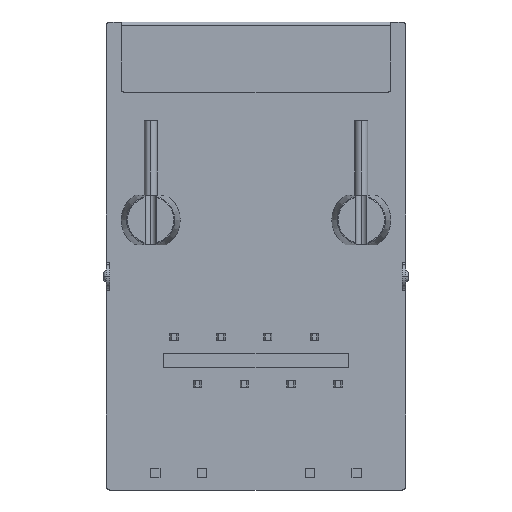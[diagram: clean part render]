
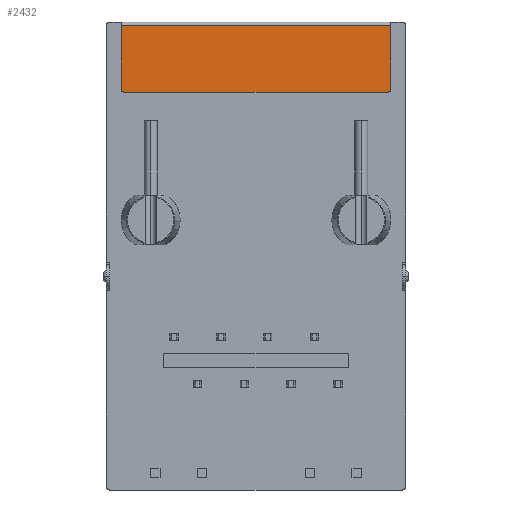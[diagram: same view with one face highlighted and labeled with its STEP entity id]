
A CAD part, front view. The second image highlights one B-rep face of the part: STEP entity #2432.
In plain terms, the highlighted planar face has unit normal (0, -1, 0).
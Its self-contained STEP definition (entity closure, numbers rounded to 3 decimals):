
#418 = VECTOR ( 'NONE', #8514, 1000. ) ;
#492 = EDGE_CURVE ( 'NONE', #15868, #16148, #6040, .T. ) ;
#567 = DIRECTION ( 'NONE',  ( -1., 0., 0. ) ) ;
#572 = VERTEX_POINT ( 'NONE', #19369 ) ;
#1185 = CARTESIAN_POINT ( 'NONE',  ( -7.175, -6.75, 21.6 ) ) ;
#1863 = CARTESIAN_POINT ( 'NONE',  ( 7.325, -6.75, 21.75 ) ) ;
#2000 = DIRECTION ( 'NONE',  ( 0., 1., 0. ) ) ;
#2133 = EDGE_CURVE ( 'NONE', #16919, #572, #22851, .T. ) ;
#2432 = ADVANCED_FACE ( 'NONE', ( #6029 ), #13360, .T. ) ;
#3176 = ORIENTED_EDGE ( 'NONE', *, *, #492, .F. ) ;
#3360 = DIRECTION ( 'NONE',  ( 0., 0., -1. ) ) ;
#4229 = DIRECTION ( 'NONE',  ( 0., -1., 0. ) ) ;
#4247 = ORIENTED_EDGE ( 'NONE', *, *, #18297, .T. ) ;
#6029 = FACE_OUTER_BOUND ( 'NONE', #11305, .T. ) ;
#6040 = CIRCLE ( 'NONE', #18687, 0.15 ) ;
#6772 = VERTEX_POINT ( 'NONE', #10204 ) ;
#7002 = EDGE_CURVE ( 'NONE', #15868, #6772, #10179, .T. ) ;
#7537 = EDGE_CURVE ( 'NONE', #572, #9776, #14833, .T. ) ;
#8190 = CARTESIAN_POINT ( 'NONE',  ( -7.325, -6.75, 25.2 ) ) ;
#8514 = DIRECTION ( 'NONE',  ( 1., 0., 0. ) ) ;
#8817 = DIRECTION ( 'NONE',  ( 0., 0., 1. ) ) ;
#9619 = VECTOR ( 'NONE', #567, 1000. ) ;
#9746 = DIRECTION ( 'NONE',  ( 0., 0., -1. ) ) ;
#9776 = VERTEX_POINT ( 'NONE', #8190 ) ;
#9982 = EDGE_CURVE ( 'NONE', #16919, #6772, #19819, .T. ) ;
#9991 = CARTESIAN_POINT ( 'NONE',  ( -8.125, -6.75, 0. ) ) ;
#10179 = LINE ( 'NONE', #1185, #418 ) ;
#10204 = CARTESIAN_POINT ( 'NONE',  ( 7.175, -6.75, 21.6 ) ) ;
#10846 = CARTESIAN_POINT ( 'NONE',  ( -7.175, -6.75, 21.6 ) ) ;
#11305 = EDGE_LOOP ( 'NONE', ( #4247, #3176, #17061, #23196, #14393, #19413 ) ) ;
#11620 = DIRECTION ( 'NONE',  ( 0., 1., 0. ) ) ;
#12989 = AXIS2_PLACEMENT_3D ( 'NONE', #17002, #11620, #13316 ) ;
#13316 = DIRECTION ( 'NONE',  ( 1., 0., 0. ) ) ;
#13360 = PLANE ( 'NONE',  #20653 ) ;
#13410 = DIRECTION ( 'NONE',  ( 0., 0., -1. ) ) ;
#14133 = VECTOR ( 'NONE', #8817, 1000. ) ;
#14393 = ORIENTED_EDGE ( 'NONE', *, *, #2133, .T. ) ;
#14833 = LINE ( 'NONE', #22159, #9619 ) ;
#15868 = VERTEX_POINT ( 'NONE', #10846 ) ;
#16148 = VERTEX_POINT ( 'NONE', #23073 ) ;
#16919 = VERTEX_POINT ( 'NONE', #1863 ) ;
#17002 = CARTESIAN_POINT ( 'NONE',  ( 7.175, -6.75, 21.75 ) ) ;
#17061 = ORIENTED_EDGE ( 'NONE', *, *, #7002, .T. ) ;
#17282 = VECTOR ( 'NONE', #3360, 1000. ) ;
#18297 = EDGE_CURVE ( 'NONE', #9776, #16148, #21505, .T. ) ;
#18665 = CARTESIAN_POINT ( 'NONE',  ( -7.175, -6.75, 21.75 ) ) ;
#18687 = AXIS2_PLACEMENT_3D ( 'NONE', #18665, #2000, #13410 ) ;
#19369 = CARTESIAN_POINT ( 'NONE',  ( 7.325, -6.75, 25.2 ) ) ;
#19413 = ORIENTED_EDGE ( 'NONE', *, *, #7537, .T. ) ;
#19474 = CARTESIAN_POINT ( 'NONE',  ( 7.325, -6.75, 21.75 ) ) ;
#19819 = CIRCLE ( 'NONE', #12989, 0.15 ) ;
#20653 = AXIS2_PLACEMENT_3D ( 'NONE', #9991, #4229, #9746 ) ;
#21505 = LINE ( 'NONE', #21624, #17282 ) ;
#21624 = CARTESIAN_POINT ( 'NONE',  ( -7.325, -6.75, 25.2 ) ) ;
#22159 = CARTESIAN_POINT ( 'NONE',  ( 7.325, -6.75, 25.2 ) ) ;
#22851 = LINE ( 'NONE', #19474, #14133 ) ;
#23073 = CARTESIAN_POINT ( 'NONE',  ( -7.325, -6.75, 21.75 ) ) ;
#23196 = ORIENTED_EDGE ( 'NONE', *, *, #9982, .F. ) ;
